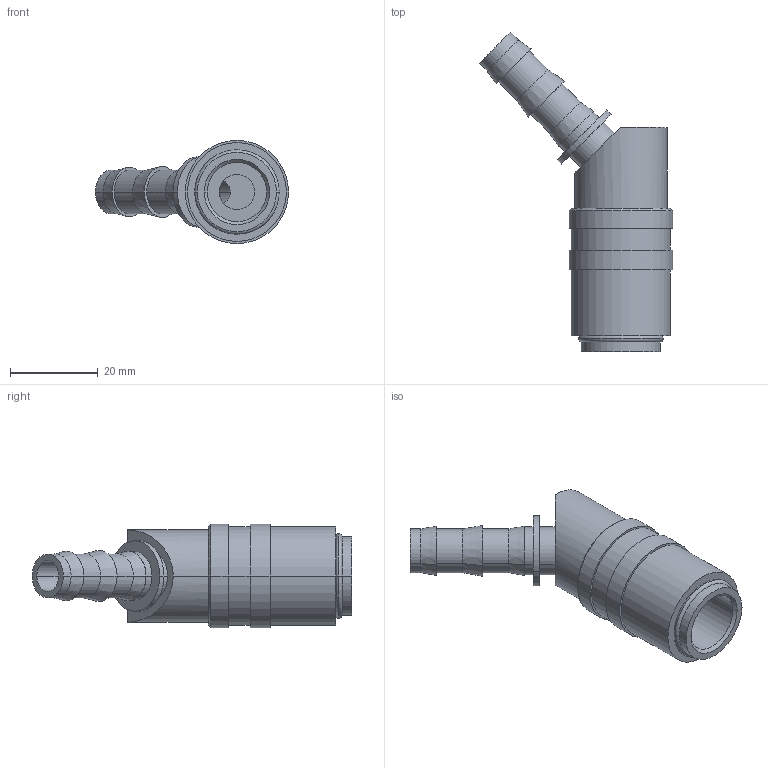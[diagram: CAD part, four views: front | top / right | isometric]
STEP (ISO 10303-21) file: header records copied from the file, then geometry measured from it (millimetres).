
FILE_DESCRIPTION(('STEP AP214'),'1');
FILE_NAME('esh_10_t-45ab.stp','2020-04-22T06:07:22',('TraceParts'),('TraceParts S.A.'),'Spatial InterOp 3D',' ',' ');
FILE_SCHEMA(('automotive_design'));
Length unit declared in the file: millimetre
Products named in the file (1): 1
Bounding box: 43.93 x 72.68 x 23.5 mm (x, y, z)
Volume: 16274.8 mm3; surface area: 7781.8 mm2
Topology: 1 solids, 1 shells, 60 faces, 124 edges, 78 vertices
Faces by surface type: cylinder 30, plane 16, cone 10, torus 4
Entity records: 2227 total; most frequent: CARTESIAN_POINT 377, DIRECTION 325, ORIENTED_EDGE 248, AXIS2_PLACEMENT_3D 142, EDGE_CURVE 124, VERTEX_POINT 78, CIRCLE 77, EDGE_LOOP 74
